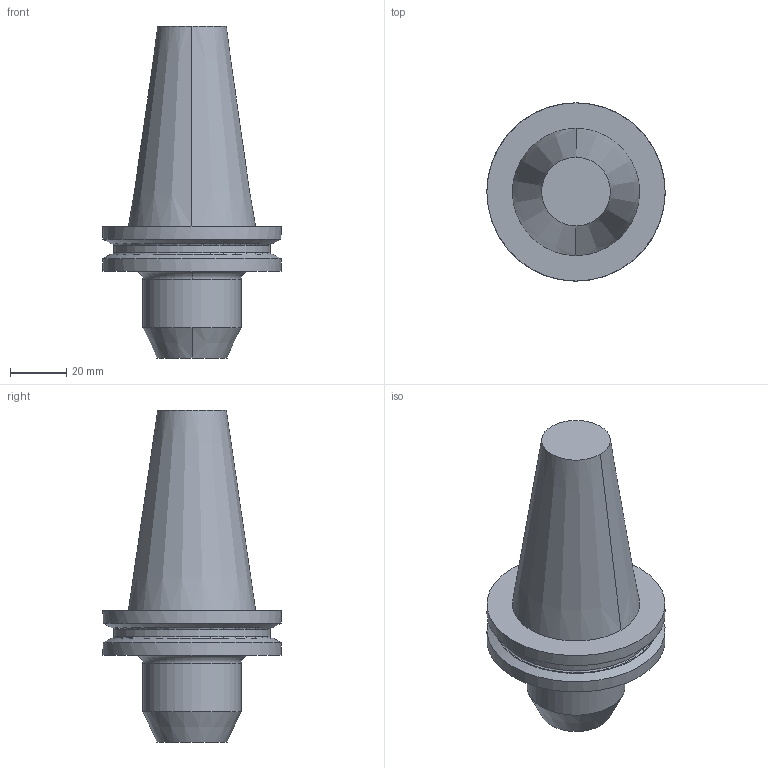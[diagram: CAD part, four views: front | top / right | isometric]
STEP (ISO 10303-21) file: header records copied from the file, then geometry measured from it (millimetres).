
FILE_DESCRIPTION(/* description */ (''),/* implementation_level */ '2;1');
FILE_NAME(/* name */ '69871.40AD-W.10.050.stp',/* time_stamp */ '2024-07-22T12:40:53+02:00',/* author */ (''),/* organization */ (''),/* preprocessor_version */ 'ST-DEVELOPER v16.7',/* originating_system */ 'SIEMENS PLM Software NX 12.0',/* authorisation */ '');
FILE_SCHEMA (('AUTOMOTIVE_DESIGN { 1 0 10303 214 3 1 1 1 }'));
Length unit declared in the file: millimetre
Products named in the file (1): pf6612088076yv4o
Bounding box: 63.55 x 63.55 x 118.4 mm (x, y, z)
Volume: 144853.1 mm3; surface area: 19799.7 mm2
Topology: 1 solids, 1 shells, 20 faces, 42 edges, 28 vertices
Faces by surface type: plane 6, cone 6, cylinder 4, torus 4
Full cylindrical faces by diameter (mm): 35 x1, 56 x1, 63.55 x2
Entity records: 555 total; most frequent: DIRECTION 104, CARTESIAN_POINT 82, ORIENTED_EDGE 64, AXIS2_PLACEMENT_3D 48, EDGE_LOOP 32, EDGE_CURVE 32, VERTEX_POINT 26, FACE_BOUND 24
